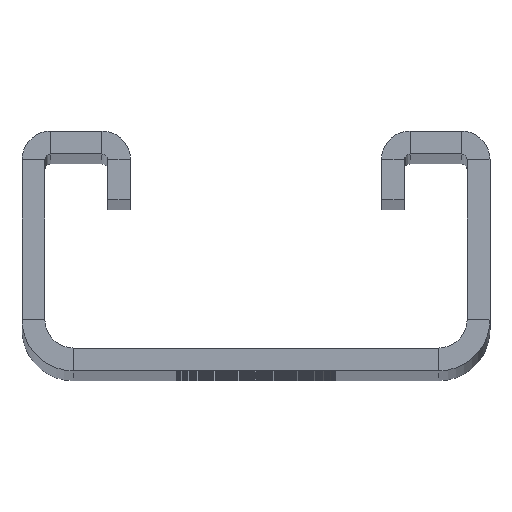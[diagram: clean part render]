
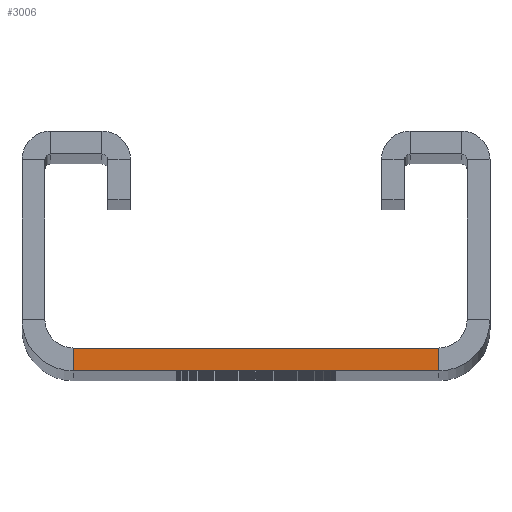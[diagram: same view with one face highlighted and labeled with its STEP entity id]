
A CAD part, top view. The second image highlights one B-rep face of the part: STEP entity #3006.
In plain terms, the highlighted planar face has unit normal (0, 0, 1).
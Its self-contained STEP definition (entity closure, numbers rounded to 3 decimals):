
#16 = CARTESIAN_POINT ( 'NONE',  ( 16., 0., 500. ) ) ;
#64 = VERTEX_POINT ( 'NONE', #839 ) ;
#145 = DIRECTION ( 'NONE',  ( 1., 0., 0. ) ) ;
#167 = DIRECTION ( 'NONE',  ( 1., 0., 0. ) ) ;
#184 = CARTESIAN_POINT ( 'NONE',  ( -16., 2., 500. ) ) ;
#298 = EDGE_CURVE ( 'NONE', #345, #1018, #880, .T. ) ;
#308 = DIRECTION ( 'NONE',  ( 0., -1., 0. ) ) ;
#315 = CARTESIAN_POINT ( 'NONE',  ( 16., 2., 500. ) ) ;
#345 = VERTEX_POINT ( 'NONE', #814 ) ;
#597 = EDGE_CURVE ( 'NONE', #1930, #1018, #2266, .T. ) ;
#615 = CARTESIAN_POINT ( 'NONE',  ( 16., 2., 500. ) ) ;
#664 = DIRECTION ( 'NONE',  ( 1., 0., 0. ) ) ;
#762 = ORIENTED_EDGE ( 'NONE', *, *, #2547, .T. ) ;
#814 = CARTESIAN_POINT ( 'NONE',  ( -16., 2., 500. ) ) ;
#839 = CARTESIAN_POINT ( 'NONE',  ( -16., 0., 500. ) ) ;
#880 = LINE ( 'NONE', #315, #3083 ) ;
#999 = ORIENTED_EDGE ( 'NONE', *, *, #1146, .T. ) ;
#1018 = VERTEX_POINT ( 'NONE', #615 ) ;
#1042 = PLANE ( 'NONE',  #1241 ) ;
#1091 = ORIENTED_EDGE ( 'NONE', *, *, #298, .F. ) ;
#1146 = EDGE_CURVE ( 'NONE', #64, #1930, #1710, .T. ) ;
#1230 = FACE_OUTER_BOUND ( 'NONE', #2930, .T. ) ;
#1241 = AXIS2_PLACEMENT_3D ( 'NONE', #1568, #1665, #664 ) ;
#1568 = CARTESIAN_POINT ( 'NONE',  ( 18.5, 4.5, 500. ) ) ;
#1572 = CARTESIAN_POINT ( 'NONE',  ( 16., 0., 500. ) ) ;
#1665 = DIRECTION ( 'NONE',  ( 0., 0., 1. ) ) ;
#1710 = LINE ( 'NONE', #2302, #1745 ) ;
#1745 = VECTOR ( 'NONE', #145, 1000. ) ;
#1930 = VERTEX_POINT ( 'NONE', #1572 ) ;
#2064 = DIRECTION ( 'NONE',  ( 0., 1., 0. ) ) ;
#2266 = LINE ( 'NONE', #16, #2276 ) ;
#2276 = VECTOR ( 'NONE', #2064, 1000. ) ;
#2302 = CARTESIAN_POINT ( 'NONE',  ( 16., 0., 500. ) ) ;
#2547 = EDGE_CURVE ( 'NONE', #345, #64, #3050, .T. ) ;
#2930 = EDGE_LOOP ( 'NONE', ( #999, #2956, #1091, #762 ) ) ;
#2956 = ORIENTED_EDGE ( 'NONE', *, *, #597, .T. ) ;
#3006 = ADVANCED_FACE ( 'NONE', ( #1230 ), #1042, .T. ) ;
#3046 = VECTOR ( 'NONE', #308, 1000. ) ;
#3050 = LINE ( 'NONE', #184, #3046 ) ;
#3083 = VECTOR ( 'NONE', #167, 1000. ) ;
